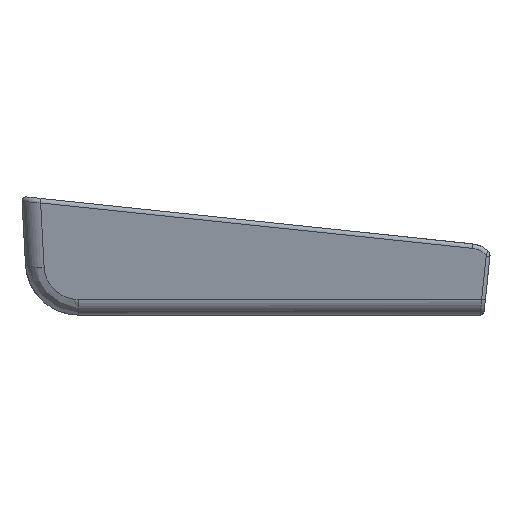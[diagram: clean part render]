
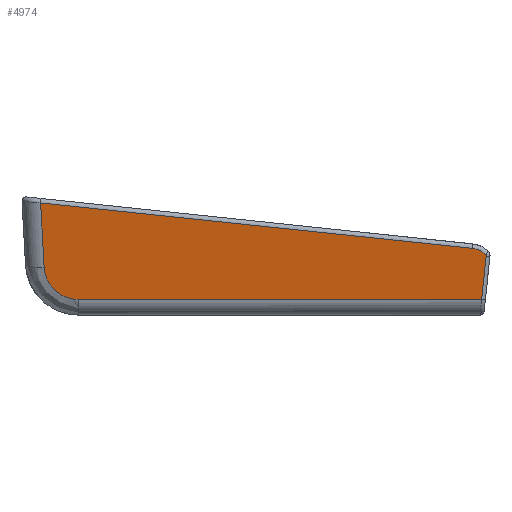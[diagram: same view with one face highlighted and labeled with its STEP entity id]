
A CAD part, left-side view. The second image highlights one B-rep face of the part: STEP entity #4974.
In plain terms, the highlighted planar face has unit normal (-0.985, 0.018, -0.173).
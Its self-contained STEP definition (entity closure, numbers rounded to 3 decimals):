
#35=ELLIPSE('',#5417,9.139,9.);
#37=ELLIPSE('',#5422,0.508,0.5);
#38=ELLIPSE('',#5423,5.989,5.898);
#249=PLANE('',#5421);
#477=FACE_OUTER_BOUND('',#775,.T.);
#775=EDGE_LOOP('',(#4115,#4116,#4117,#4118,#4119,#4120,#4121,#4122));
#1224=LINE('',#8767,#1680);
#1225=LINE('',#8769,#1681);
#1226=LINE('',#8775,#1682);
#1227=LINE('',#8777,#1683);
#1228=LINE('',#8778,#1684);
#1680=VECTOR('',#6606,10.);
#1681=VECTOR('',#6607,10.);
#1682=VECTOR('',#6612,10.);
#1683=VECTOR('',#6613,10.);
#1684=VECTOR('',#6614,10.);
#2375=VERTEX_POINT('',#8719);
#2376=VERTEX_POINT('',#8721);
#2379=VERTEX_POINT('',#8766);
#2380=VERTEX_POINT('',#8768);
#2381=VERTEX_POINT('',#8770);
#2382=VERTEX_POINT('',#8772);
#2383=VERTEX_POINT('',#8774);
#2384=VERTEX_POINT('',#8776);
#3014=EDGE_CURVE('',#2376,#2375,#35,.T.);
#3018=EDGE_CURVE('',#2379,#2376,#1224,.T.);
#3019=EDGE_CURVE('',#2380,#2379,#1225,.T.);
#3020=EDGE_CURVE('',#2381,#2380,#37,.T.);
#3021=EDGE_CURVE('',#2382,#2381,#38,.T.);
#3022=EDGE_CURVE('',#2383,#2382,#1226,.T.);
#3023=EDGE_CURVE('',#2384,#2383,#1227,.T.);
#3024=EDGE_CURVE('',#2375,#2384,#1228,.T.);
#4115=ORIENTED_EDGE('',*,*,#3014,.F.);
#4116=ORIENTED_EDGE('',*,*,#3018,.F.);
#4117=ORIENTED_EDGE('',*,*,#3019,.F.);
#4118=ORIENTED_EDGE('',*,*,#3020,.F.);
#4119=ORIENTED_EDGE('',*,*,#3021,.F.);
#4120=ORIENTED_EDGE('',*,*,#3022,.F.);
#4121=ORIENTED_EDGE('',*,*,#3023,.F.);
#4122=ORIENTED_EDGE('',*,*,#3024,.F.);
#4974=ADVANCED_FACE('',(#477),#249,.F.);
#5417=AXIS2_PLACEMENT_3D('',#8723,#6596,#6597);
#5421=AXIS2_PLACEMENT_3D('',#8765,#6604,#6605);
#5422=AXIS2_PLACEMENT_3D('',#8771,#6608,#6609);
#5423=AXIS2_PLACEMENT_3D('',#8773,#6610,#6611);
#6596=DIRECTION('center_axis',(0.985,-0.018,0.173));
#6597=DIRECTION('ref_axis',(0.174,0.103,-0.979));
#6604=DIRECTION('center_axis',(0.985,-0.018,0.173));
#6605=DIRECTION('ref_axis',(-0.174,-0.103,0.979));
#6606=DIRECTION('',(0.018,1.,0.));
#6607=DIRECTION('',(0.174,0.103,-0.979));
#6608=DIRECTION('center_axis',(0.985,-0.018,0.173));
#6609=DIRECTION('ref_axis',(-0.174,-0.103,0.979));
#6610=DIRECTION('center_axis',(0.985,-0.018,0.173));
#6611=DIRECTION('ref_axis',(-0.174,-0.103,0.979));
#6612=DIRECTION('',(0.168,-0.147,-0.975));
#6613=DIRECTION('',(0.,-0.995,-0.105));
#6614=DIRECTION('',(-0.171,0.054,0.984));
#8719=CARTESIAN_POINT('',(-145.798,59.028,24.626));
#8721=CARTESIAN_POINT('',(-144.472,50.041,16.122));
#8723=CARTESIAN_POINT('Origin',(-146.05,50.041,25.122));
#8765=CARTESIAN_POINT('Origin',(-143.469,55.09,10.936));
#8766=CARTESIAN_POINT('',(-146.431,-56.262,16.122));
#8767=CARTESIAN_POINT('',(-145.301,5.051,16.122));
#8768=CARTESIAN_POINT('',(-148.454,-57.461,27.532));
#8769=CARTESIAN_POINT('',(-139.407,-52.098,-23.496));
#8770=CARTESIAN_POINT('',(-148.524,-57.311,27.944));
#8771=CARTESIAN_POINT('Origin',(-148.454,-56.964,27.584));
#8772=CARTESIAN_POINT('',(-148.743,-53.915,29.554));
#8773=CARTESIAN_POINT('Origin',(-147.704,-53.219,23.697));
#8774=CARTESIAN_POINT('',(-148.747,-53.913,29.572));
#8775=CARTESIAN_POINT('',(-144.541,-57.577,5.205));
#8776=CARTESIAN_POINT('',(-148.747,59.961,41.541));
#8777=CARTESIAN_POINT('',(-148.747,-1.096,35.124));
#8778=CARTESIAN_POINT('',(-139.072,56.899,-13.95));
